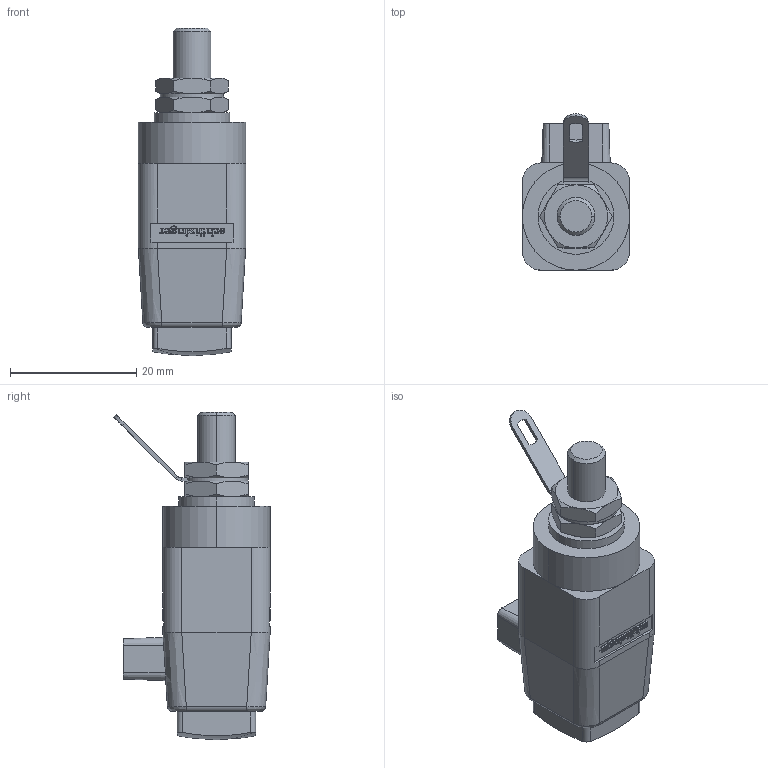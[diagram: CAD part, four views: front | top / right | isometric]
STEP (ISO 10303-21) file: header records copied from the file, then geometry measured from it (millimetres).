
FILE_DESCRIPTION((''),'2;1');
FILE_NAME('1370_SDK800_KUNDE_ASM','2013-09-16T',('tosc'),(''),'PRO/ENGINEER BY PARAMETRIC TECHNOLOGY CORPORATION, 2011490','PRO/ENGINEER BY PARAMETRIC TECHNOLOGY CORPORATION, 2011490','');
FILE_SCHEMA(('CONFIG_CONTROL_DESIGN'));
Products named in the file (6): 1374_GEHAEUSE; 1112_ISOLIERTEIL_2; 1779_U_SCHEIBE; 1169_SECHSKANTMUTTER; 1778_LOETOESE; 1370_SDK800_KUNDE_ASM
Assembly tree (6 placements, depth 2):
  1370_SDK800_KUNDE_ASM
    1374_GEHAEUSE
    1112_ISOLIERTEIL_2
    1779_U_SCHEIBE
    1169_SECHSKANTMUTTER  x2
    1778_LOETOESE
Bounding box: 17 x 24.76 x 51.9 mm (x, y, z)
Surface area: 9583.6 mm2 (no closed solid volume)
Topology: 0 solids, 12 shells, 1420 faces, 3925 edges, 2527 vertices
Faces by surface type: extrusion 624, plane 509, cylinder 134, bspline 93, cone 58, sphere 2
Entity records: 69502 total; most frequent: CARTESIAN_POINT 25155, ORIENTED_EDGE 7654, DIRECTION 4676, PRESENTATION_STYLE_ASSIGNMENT 3857, STYLED_ITEM 3841, CURVE_STYLE 3833, EDGE_CURVE 3833, VECTOR 2592
